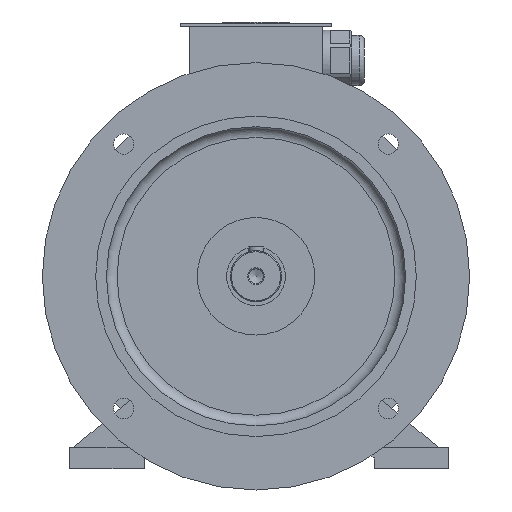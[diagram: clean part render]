
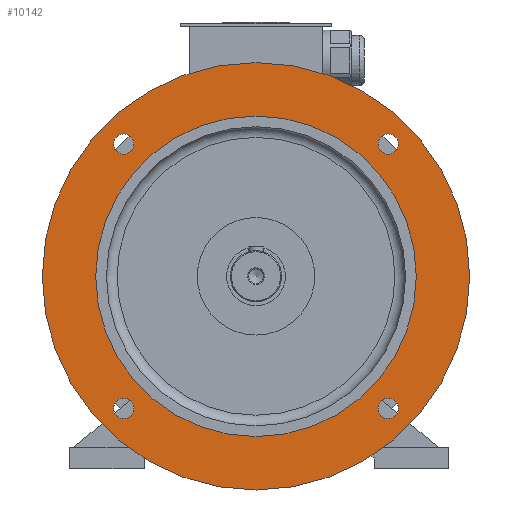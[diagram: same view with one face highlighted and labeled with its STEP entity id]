
A CAD part, front view. The second image highlights one B-rep face of the part: STEP entity #10142.
In plain terms, the highlighted planar face has unit normal (0, -1, 0).
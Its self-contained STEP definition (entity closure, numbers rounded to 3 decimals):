
#1589=PLANE('',#10577);
#1908=ORIENTED_EDGE('',*,*,#4085,.F.);
#1909=ORIENTED_EDGE('',*,*,#4087,.F.);
#1910=ORIENTED_EDGE('',*,*,#4089,.F.);
#1911=ORIENTED_EDGE('',*,*,#4109,.F.);
#1912=ORIENTED_EDGE('',*,*,#4110,.F.);
#1913=ORIENTED_EDGE('',*,*,#4108,.T.);
#4085=EDGE_CURVE('',#5190,#5190,#5939,.T.);
#4087=EDGE_CURVE('',#5192,#5192,#5941,.T.);
#4089=EDGE_CURVE('',#5194,#5194,#5943,.T.);
#4108=EDGE_CURVE('',#5213,#5213,#5958,.T.);
#4109=EDGE_CURVE('',#5214,#5214,#5959,.T.);
#4110=EDGE_CURVE('',#5215,#5215,#5960,.T.);
#5190=VERTEX_POINT('',#13456);
#5192=VERTEX_POINT('',#13461);
#5194=VERTEX_POINT('',#13466);
#5213=VERTEX_POINT('',#13740);
#5214=VERTEX_POINT('',#13743);
#5215=VERTEX_POINT('',#13745);
#5939=CIRCLE('',#10545,9.5);
#5941=CIRCLE('',#10548,9.5);
#5943=CIRCLE('',#10551,9.5);
#5958=CIRCLE('',#10576,200.);
#5959=CIRCLE('',#10578,9.5);
#5960=CIRCLE('',#10579,150.);
#6267=EDGE_LOOP('',(#1908));
#6268=EDGE_LOOP('',(#1909));
#6269=EDGE_LOOP('',(#1910));
#6270=EDGE_LOOP('',(#1911));
#6271=EDGE_LOOP('',(#1912));
#6272=EDGE_LOOP('',(#1913));
#6742=FACE_BOUND('',#6267,.T.);
#6743=FACE_BOUND('',#6268,.T.);
#6744=FACE_BOUND('',#6269,.T.);
#6745=FACE_BOUND('',#6270,.T.);
#6746=FACE_BOUND('',#6271,.T.);
#6747=FACE_BOUND('',#6272,.T.);
#10142=ADVANCED_FACE('',(#6742,#6743,#6744,#6745,#6746,#6747),#1589,.F.);
#10545=AXIS2_PLACEMENT_3D('',#13455,#11280,#11281);
#10548=AXIS2_PLACEMENT_3D('',#13460,#11286,#11287);
#10551=AXIS2_PLACEMENT_3D('',#13465,#11292,#11293);
#10576=AXIS2_PLACEMENT_3D('',#13739,#11344,#11345);
#10577=AXIS2_PLACEMENT_3D('',#13741,#11346,#11347);
#10578=AXIS2_PLACEMENT_3D('',#13742,#11348,#11349);
#10579=AXIS2_PLACEMENT_3D('',#13744,#11350,#11351);
#11280=DIRECTION('',(0.,-1.,0.));
#11281=DIRECTION('',(0.,0.,1.));
#11286=DIRECTION('',(0.,-1.,0.));
#11287=DIRECTION('',(-1.,0.,0.));
#11292=DIRECTION('',(0.,-1.,0.));
#11293=DIRECTION('',(0.,0.,-1.));
#11344=DIRECTION('',(0.,-1.,0.));
#11345=DIRECTION('',(0.,0.,-1.));
#11346=DIRECTION('',(0.,1.,0.));
#11347=DIRECTION('',(0.,0.,1.));
#11348=DIRECTION('',(0.,-1.,0.));
#11349=DIRECTION('',(1.,0.,0.));
#11350=DIRECTION('',(0.,-1.,0.));
#11351=DIRECTION('',(0.,0.,-1.));
#13455=CARTESIAN_POINT('',(-123.744,-43.,-123.744));
#13456=CARTESIAN_POINT('',(-123.744,-43.,-114.244));
#13460=CARTESIAN_POINT('',(123.744,-43.,-123.744));
#13461=CARTESIAN_POINT('',(114.244,-43.,-123.744));
#13465=CARTESIAN_POINT('',(123.744,-43.,123.744));
#13466=CARTESIAN_POINT('',(123.744,-43.,114.244));
#13739=CARTESIAN_POINT('',(0.,-43.,0.));
#13740=CARTESIAN_POINT('',(0.,-43.,-200.));
#13741=CARTESIAN_POINT('',(0.,-43.,150.));
#13742=CARTESIAN_POINT('',(-123.744,-43.,123.744));
#13743=CARTESIAN_POINT('',(-114.244,-43.,123.744));
#13744=CARTESIAN_POINT('',(0.,-43.,0.));
#13745=CARTESIAN_POINT('',(0.,-43.,-150.));
